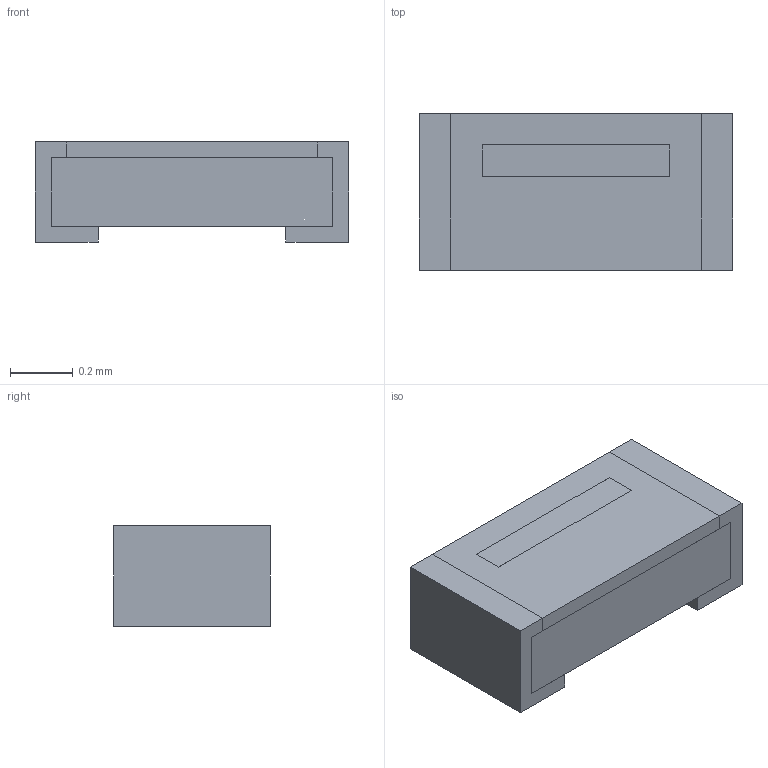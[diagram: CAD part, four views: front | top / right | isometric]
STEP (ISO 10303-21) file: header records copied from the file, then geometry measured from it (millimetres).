
FILE_DESCRIPTION(('STEP AP214'),'1');
FILE_NAME('L_Wurth_WE-TCI-0402.step','2024-12-17T08:45:15',(' '),('ANSOFT Corporation'),'Spatial InterOp 3D',' ',' ');
FILE_SCHEMA(('AUTOMOTIVE_DESIGN { 1 0 10303 214 1 1 1 1 }'));
Length unit declared in the file: millimetre
Products named in the file (1): Kern
Bounding box: 1 x 0.5 x 0.32 mm (x, y, z)
Volume: 0.1 mm3; surface area: 3.9 mm2
Topology: 3 solids, 3 shells, 45 faces, 112 edges, 72 vertices
Faces by surface type: plane 45
Entity records: 1560 total; most frequent: CARTESIAN_POINT 234, ORIENTED_EDGE 224, DIRECTION 206, EDGE_CURVE 112, LINE 110, VECTOR 110, VERTEX_POINT 72, AXIS2_PLACEMENT_3D 48
